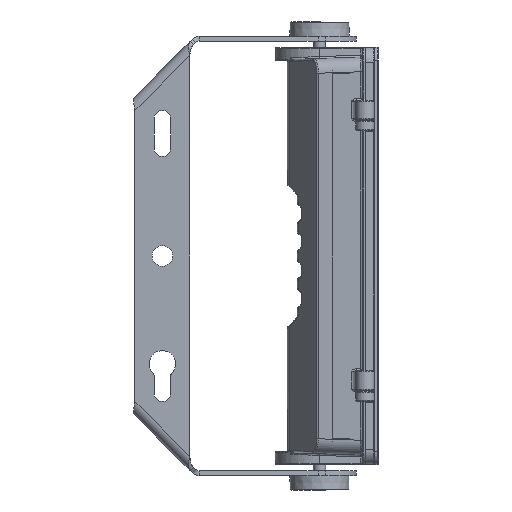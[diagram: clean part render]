
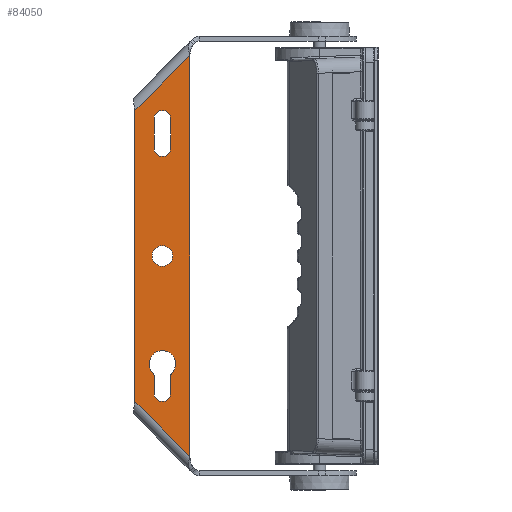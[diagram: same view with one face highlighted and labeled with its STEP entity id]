
A CAD part, front view. The second image highlights one B-rep face of the part: STEP entity #84050.
In plain terms, the highlighted planar face has unit normal (0, -1, 0).
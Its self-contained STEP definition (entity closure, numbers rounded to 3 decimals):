
#1085 = LINE ( 'NONE', #35302, #61766 ) ;
#1512 = CIRCLE ( 'NONE', #85521, 5. ) ;
#2070 = CARTESIAN_POINT ( 'NONE',  ( 110., 0., 0. ) ) ;
#2292 = DIRECTION ( 'NONE',  ( 1., 0., 0. ) ) ;
#2303 = DIRECTION ( 'NONE',  ( 0.684, 0., 0.73 ) ) ;
#2611 = CARTESIAN_POINT ( 'NONE',  ( -148.509, 0., 28. ) ) ;
#3338 = DIRECTION ( 'NONE',  ( 0., 1., 0. ) ) ;
#3597 = CIRCLE ( 'NONE', #67983, 10.5 ) ;
#3988 = CARTESIAN_POINT ( 'NONE',  ( 0., 0., 0. ) ) ;
#4272 = LINE ( 'NONE', #51255, #10386 ) ;
#5810 = EDGE_LOOP ( 'NONE', ( #49396, #79215 ) ) ;
#8982 = EDGE_CURVE ( 'NONE', #51468, #15074, #29786, .T. ) ;
#9914 = ORIENTED_EDGE ( 'NONE', *, *, #8982, .T. ) ;
#10102 = ORIENTED_EDGE ( 'NONE', *, *, #56490, .T. ) ;
#10373 = LINE ( 'NONE', #31048, #28676 ) ;
#10386 = VECTOR ( 'NONE', #43782, 1000. ) ;
#12725 = AXIS2_PLACEMENT_3D ( 'NONE', #21035, #15707, #28475 ) ;
#13060 = DIRECTION ( 'NONE',  ( 0., -1., 0. ) ) ;
#13150 = VECTOR ( 'NONE', #29440, 1000. ) ;
#14691 = VERTEX_POINT ( 'NONE', #2611 ) ;
#15074 = VERTEX_POINT ( 'NONE', #33212 ) ;
#15707 = DIRECTION ( 'NONE',  ( 0., -1., 0. ) ) ;
#16233 = FACE_BOUND ( 'NONE', #18137, .T. ) ;
#17106 = CARTESIAN_POINT ( 'NONE',  ( 127.509, 0., -28. ) ) ;
#17442 = VERTEX_POINT ( 'NONE', #80832 ) ;
#18137 = EDGE_LOOP ( 'NONE', ( #74692, #79468, #66218, #50714, #28567, #9914 ) ) ;
#18962 = EDGE_CURVE ( 'NONE', #51468, #66034, #35223, .T. ) ;
#20390 = CIRCLE ( 'NONE', #51243, 8.5 ) ;
#21035 = CARTESIAN_POINT ( 'NONE',  ( -140., 0., 0. ) ) ;
#21250 = EDGE_CURVE ( 'NONE', #42545, #66034, #1512, .T. ) ;
#21328 = CARTESIAN_POINT ( 'NONE',  ( -110., 0., 0. ) ) ;
#22180 = CARTESIAN_POINT ( 'NONE',  ( -140., 0., 8.5 ) ) ;
#23188 = ORIENTED_EDGE ( 'NONE', *, *, #43503, .T. ) ;
#24066 = AXIS2_PLACEMENT_3D ( 'NONE', #3988, #13060, #66520 ) ;
#24154 = EDGE_CURVE ( 'NONE', #14691, #46368, #45929, .T. ) ;
#24680 = EDGE_CURVE ( 'NONE', #34624, #43666, #4272, .T. ) ;
#25330 = EDGE_CURVE ( 'NONE', #86149, #54826, #10373, .T. ) ;
#27064 = ORIENTED_EDGE ( 'NONE', *, *, #24154, .T. ) ;
#27142 = VECTOR ( 'NONE', #78776, 1000. ) ;
#27701 = AXIS2_PLACEMENT_3D ( 'NONE', #21328, #48959, #48098 ) ;
#27781 = CARTESIAN_POINT ( 'NONE',  ( -148.509, 0., 28. ) ) ;
#28475 = DIRECTION ( 'NONE',  ( 0., 0., 1. ) ) ;
#28550 = PLANE ( 'NONE',  #86139 ) ;
#28567 = ORIENTED_EDGE ( 'NONE', *, *, #18962, .F. ) ;
#28633 = CARTESIAN_POINT ( 'NONE',  ( -122.649, 0., -13.5 ) ) ;
#28676 = VECTOR ( 'NONE', #44604, 1000. ) ;
#28980 = DIRECTION ( 'NONE',  ( 0., -1., 0. ) ) ;
#29169 = EDGE_CURVE ( 'NONE', #80396, #14691, #64588, .T. ) ;
#29440 = DIRECTION ( 'NONE',  ( -1., 0., 0. ) ) ;
#29786 = CIRCLE ( 'NONE', #78746, 5. ) ;
#30139 = DIRECTION ( 'NONE',  ( 0., 0., 1. ) ) ;
#30577 = LINE ( 'NONE', #83952, #60909 ) ;
#31048 = CARTESIAN_POINT ( 'NONE',  ( 110., 0., 8.5 ) ) ;
#33212 = CARTESIAN_POINT ( 'NONE',  ( -122.649, 0., -8.5 ) ) ;
#33886 = EDGE_LOOP ( 'NONE', ( #10102, #57673, #23188, #71118 ) ) ;
#34452 = CARTESIAN_POINT ( 'NONE',  ( -10.5, 0., 0. ) ) ;
#34624 = VERTEX_POINT ( 'NONE', #63726 ) ;
#35223 = CIRCLE ( 'NONE', #27701, 13.5 ) ;
#35302 = CARTESIAN_POINT ( 'NONE',  ( -140., 0., 8.5 ) ) ;
#35684 = ORIENTED_EDGE ( 'NONE', *, *, #36829, .F. ) ;
#35762 = DIRECTION ( 'NONE',  ( 0., -1., 0. ) ) ;
#36793 = VERTEX_POINT ( 'NONE', #52713 ) ;
#36829 = EDGE_CURVE ( 'NONE', #80396, #72006, #61804, .T. ) ;
#37314 = EDGE_CURVE ( 'NONE', #76616, #42545, #1085, .T. ) ;
#37522 = EDGE_CURVE ( 'NONE', #46503, #36793, #57679, .T. ) ;
#40403 = DIRECTION ( 'NONE',  ( 0.707, 0., -0.707 ) ) ;
#41905 = CARTESIAN_POINT ( 'NONE',  ( -122.649, 0., 13.5 ) ) ;
#42545 = VERTEX_POINT ( 'NONE', #53341 ) ;
#43021 = FACE_OUTER_BOUND ( 'NONE', #61903, .T. ) ;
#43503 = EDGE_CURVE ( 'NONE', #43666, #86149, #55425, .T. ) ;
#43666 = VERTEX_POINT ( 'NONE', #72142 ) ;
#43782 = DIRECTION ( 'NONE',  ( -1., 0., 0. ) ) ;
#44604 = DIRECTION ( 'NONE',  ( 1., 0., 0. ) ) ;
#45929 = LINE ( 'NONE', #27781, #27142 ) ;
#46368 = VERTEX_POINT ( 'NONE', #79149 ) ;
#46503 = VERTEX_POINT ( 'NONE', #34452 ) ;
#46711 = ORIENTED_EDGE ( 'NONE', *, *, #29169, .T. ) ;
#48098 = DIRECTION ( 'NONE',  ( -0.684, 0., -0.73 ) ) ;
#48379 = CARTESIAN_POINT ( 'NONE',  ( 0., 0., 0. ) ) ;
#48586 = DIRECTION ( 'NONE',  ( 0., 1., 0. ) ) ;
#48959 = DIRECTION ( 'NONE',  ( 0., -1., 0. ) ) ;
#49396 = ORIENTED_EDGE ( 'NONE', *, *, #55405, .F. ) ;
#50221 = CARTESIAN_POINT ( 'NONE',  ( -119.23, 0., -9.851 ) ) ;
#50714 = ORIENTED_EDGE ( 'NONE', *, *, #21250, .T. ) ;
#51243 = AXIS2_PLACEMENT_3D ( 'NONE', #63396, #3338, #30139 ) ;
#51255 = CARTESIAN_POINT ( 'NONE',  ( 140., 0., -8.5 ) ) ;
#51468 = VERTEX_POINT ( 'NONE', #50221 ) ;
#52713 = CARTESIAN_POINT ( 'NONE',  ( 10.5, 0., 0. ) ) ;
#53341 = CARTESIAN_POINT ( 'NONE',  ( -122.649, 0., 8.5 ) ) ;
#54826 = VERTEX_POINT ( 'NONE', #71814 ) ;
#55405 = EDGE_CURVE ( 'NONE', #36793, #46503, #3597, .T. ) ;
#55425 = CIRCLE ( 'NONE', #65183, 8.5 ) ;
#56490 = EDGE_CURVE ( 'NONE', #54826, #34624, #20390, .T. ) ;
#57673 = ORIENTED_EDGE ( 'NONE', *, *, #24680, .T. ) ;
#57679 = CIRCLE ( 'NONE', #24066, 10.5 ) ;
#59887 = VECTOR ( 'NONE', #77324, 1000. ) ;
#60909 = VECTOR ( 'NONE', #70823, 1000. ) ;
#61380 = CARTESIAN_POINT ( 'NONE',  ( 148.509, 0., 28. ) ) ;
#61766 = VECTOR ( 'NONE', #67249, 1000. ) ;
#61784 = EDGE_CURVE ( 'NONE', #76616, #17442, #82655, .T. ) ;
#61804 = LINE ( 'NONE', #61380, #77094 ) ;
#61903 = EDGE_LOOP ( 'NONE', ( #27064, #74464, #35684, #46711 ) ) ;
#63396 = CARTESIAN_POINT ( 'NONE',  ( 140., 0., 0. ) ) ;
#63726 = CARTESIAN_POINT ( 'NONE',  ( 140., 0., -8.5 ) ) ;
#63737 = CARTESIAN_POINT ( 'NONE',  ( 148.509, 0., 28. ) ) ;
#64093 = CARTESIAN_POINT ( 'NONE',  ( 204.509, 0., -28. ) ) ;
#64588 = LINE ( 'NONE', #63737, #59887 ) ;
#65183 = AXIS2_PLACEMENT_3D ( 'NONE', #2070, #48586, #75675 ) ;
#65591 = CARTESIAN_POINT ( 'NONE',  ( 148.509, 0., 28. ) ) ;
#66034 = VERTEX_POINT ( 'NONE', #78853 ) ;
#66218 = ORIENTED_EDGE ( 'NONE', *, *, #37314, .T. ) ;
#66520 = DIRECTION ( 'NONE',  ( -1., 0., 0. ) ) ;
#67167 = EDGE_CURVE ( 'NONE', #15074, #17442, #82428, .T. ) ;
#67177 = DIRECTION ( 'NONE',  ( 0., -1., 0. ) ) ;
#67249 = DIRECTION ( 'NONE',  ( 1., 0., 0. ) ) ;
#67983 = AXIS2_PLACEMENT_3D ( 'NONE', #48379, #67177, #2292 ) ;
#68850 = DIRECTION ( 'NONE',  ( -1., 0., 0. ) ) ;
#69694 = FACE_BOUND ( 'NONE', #33886, .T. ) ;
#70016 = EDGE_CURVE ( 'NONE', #46368, #72006, #30577, .T. ) ;
#70823 = DIRECTION ( 'NONE',  ( 1., 0., 0. ) ) ;
#71118 = ORIENTED_EDGE ( 'NONE', *, *, #25330, .T. ) ;
#71814 = CARTESIAN_POINT ( 'NONE',  ( 140., 0., 8.5 ) ) ;
#72006 = VERTEX_POINT ( 'NONE', #64093 ) ;
#72142 = CARTESIAN_POINT ( 'NONE',  ( 110., 0., -8.5 ) ) ;
#72677 = CARTESIAN_POINT ( 'NONE',  ( 110., 0., 8.5 ) ) ;
#74464 = ORIENTED_EDGE ( 'NONE', *, *, #70016, .T. ) ;
#74692 = ORIENTED_EDGE ( 'NONE', *, *, #67167, .T. ) ;
#75675 = DIRECTION ( 'NONE',  ( 0., 0., -1. ) ) ;
#76251 = FACE_BOUND ( 'NONE', #5810, .T. ) ;
#76616 = VERTEX_POINT ( 'NONE', #22180 ) ;
#77094 = VECTOR ( 'NONE', #40403, 1000. ) ;
#77324 = DIRECTION ( 'NONE',  ( -1., 0., 0. ) ) ;
#78746 = AXIS2_PLACEMENT_3D ( 'NONE', #28633, #81209, #2303 ) ;
#78776 = DIRECTION ( 'NONE',  ( -0.707, 0., -0.707 ) ) ;
#78853 = CARTESIAN_POINT ( 'NONE',  ( -119.23, 0., 9.851 ) ) ;
#79149 = CARTESIAN_POINT ( 'NONE',  ( -204.509, 0., -28. ) ) ;
#79215 = ORIENTED_EDGE ( 'NONE', *, *, #37522, .F. ) ;
#79468 = ORIENTED_EDGE ( 'NONE', *, *, #61784, .F. ) ;
#80396 = VERTEX_POINT ( 'NONE', #65591 ) ;
#80832 = CARTESIAN_POINT ( 'NONE',  ( -140., 0., -8.5 ) ) ;
#81209 = DIRECTION ( 'NONE',  ( 0., -1., 0. ) ) ;
#82428 = LINE ( 'NONE', #82840, #13150 ) ;
#82610 = DIRECTION ( 'NONE',  ( 0., 0., -1. ) ) ;
#82655 = CIRCLE ( 'NONE', #12725, 8.5 ) ;
#82840 = CARTESIAN_POINT ( 'NONE',  ( -122.649, 0., -8.5 ) ) ;
#83952 = CARTESIAN_POINT ( 'NONE',  ( -204.509, 0., -28. ) ) ;
#84050 = ADVANCED_FACE ( 'NONE', ( #69694, #76251, #16233, #43021 ), #28550, .T. ) ;
#85521 = AXIS2_PLACEMENT_3D ( 'NONE', #41905, #35762, #82610 ) ;
#86139 = AXIS2_PLACEMENT_3D ( 'NONE', #17106, #28980, #68850 ) ;
#86149 = VERTEX_POINT ( 'NONE', #72677 ) ;
